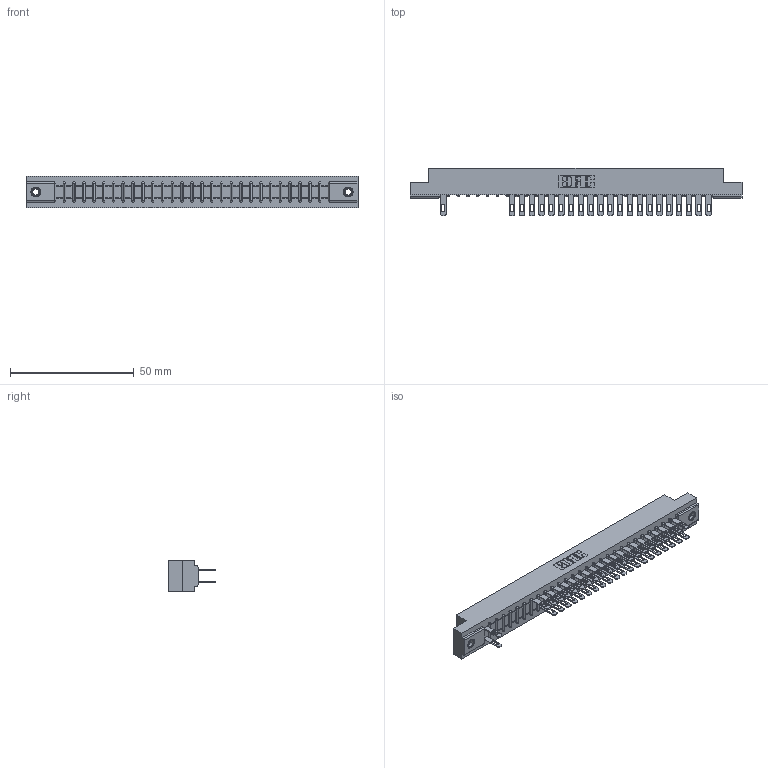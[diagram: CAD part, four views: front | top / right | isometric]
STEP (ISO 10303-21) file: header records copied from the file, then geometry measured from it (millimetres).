
FILE_DESCRIPTION (( 'STEP AP203' ), '1' );
FILE_NAME ('307-056-500-207.STEP', '2018-08-06T06:30:42', ( '' ), ( '' ), 'SwSTEP 2.0', 'SolidWorks 2016', '' );
FILE_SCHEMA (( 'CONFIG_CONTROL_DESIGN' ));
Length unit declared in the file: inch
Products named in the file (4): 307 Part_.156 Dia Mounting Holes; 307-290-001_500; 345-250-001_345-250-005-103; 307-056-500-207
Assembly tree (46 placements, depth 2):
  307-056-500-207
    307 Part_.156 Dia Mounting Holes
    307-290-001_500  x43
    345-250-001_345-250-005-103  x2
Bounding box: 133.96 x 19.18 x 12.7 mm (x, y, z)
Volume: 14087.2 mm3; surface area: 16566.2 mm2
Topology: 46 solids, 46 shells, 2315 faces, 6465 edges, 4166 vertices
Faces by surface type: plane 1470, cylinder 771, sphere 58, cone 12, torus 4
Entity records: 27369 total; most frequent: CARTESIAN_POINT 4518, ORIENTED_EDGE 4482, DIRECTION 4429, EDGE_CURVE 2241, LINE 1711, VECTOR 1711, VERTEX_POINT 1448, AXIS2_PLACEMENT_3D 1359
